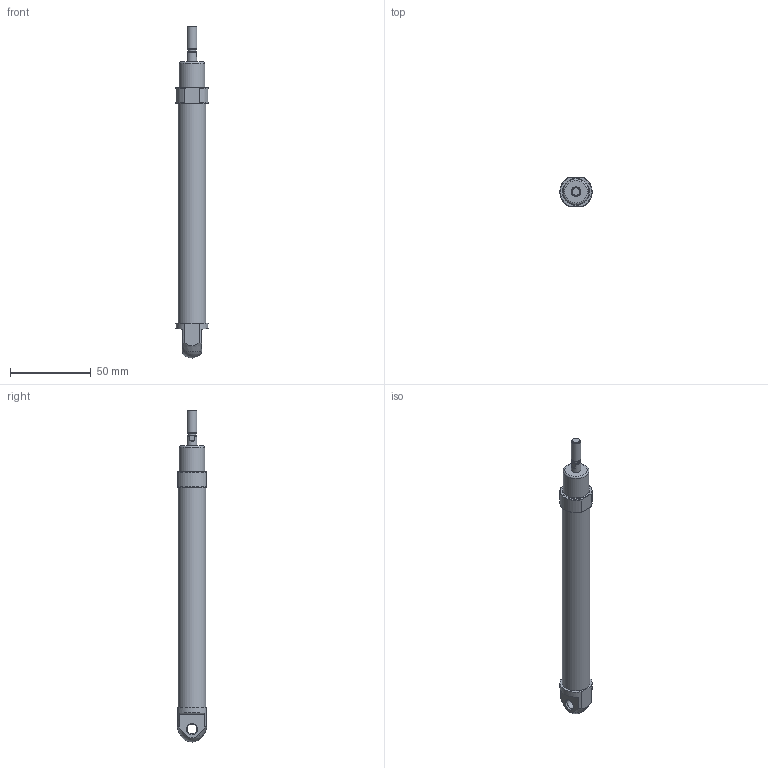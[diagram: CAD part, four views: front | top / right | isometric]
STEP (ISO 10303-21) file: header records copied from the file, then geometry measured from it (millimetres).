
FILE_DESCRIPTION(/* description */ ('STEP AP214'),/* implementation_level */ '2;1');
FILE_NAME(/* name */ '8073764_CRDSNU-B-16-100-P-A-MG-A1',/* time_stamp */ '2024-08-08T15:39:27+02:00',/* author */ ('License CC BY-ND 4.0'),/* organization */ ('CADENAS'),/* preprocessor_version */ 'ST-DEVELOPER v19.3',/* originating_system */ 'PARTsolutions',/* authorisation */ ' ');
FILE_SCHEMA (('AUTOMOTIVE_DESIGN {1 0 10303 214 3 1 1}'));
Length unit declared in the file: millimetre
Products named in the file (3): 8073764 CRDSNU-B-16-100-P-A-MG-A1---(0); CRDSNU-B-16-P-MG-A1---(100)ZR; CRDSNU-B 16---(100)K
Assembly tree (2 placements, depth 2):
  8073764 CRDSNU-B-16-100-P-A-MG-A1---(0)
    CRDSNU-B-16-P-MG-A1---(100)ZR
    CRDSNU-B 16---(100)K
Bounding box: 20 x 18 x 206 mm (x, y, z)
Volume: 25057.2 mm3; surface area: 20953 mm2
Topology: 2 solids, 2 shells, 60 faces, 137 edges, 86 vertices
Faces by surface type: plane 23, cylinder 17, cone 11, torus 8, sphere 1
Full cylindrical faces by diameter (mm): 4.134 x2, 4.8 x1, 6 x4, 16 x3, 17.27 x1
Entity records: 1684 total; most frequent: CARTESIAN_POINT 368, DIRECTION 268, ORIENTED_EDGE 218, AXIS2_PLACEMENT_3D 119, EDGE_CURVE 109, FACE_BOUND 93, EDGE_LOOP 92, VERTEX_POINT 82
